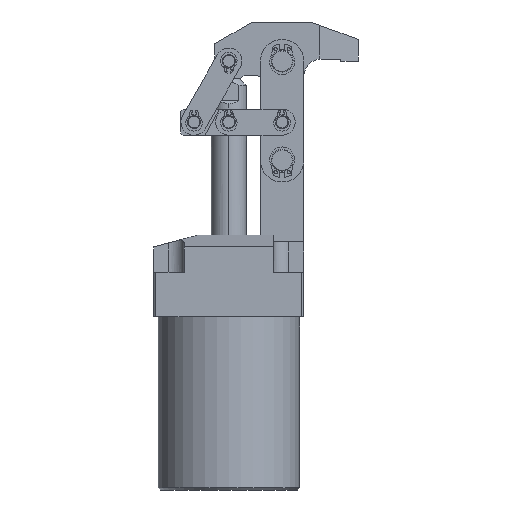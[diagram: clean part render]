
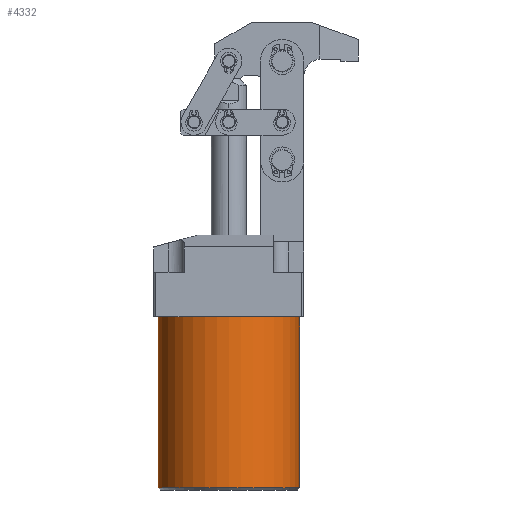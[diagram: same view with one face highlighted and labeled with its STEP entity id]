
A CAD part, front view. The second image highlights one B-rep face of the part: STEP entity #4332.
In plain terms, the highlighted cylindrical face has radius 32.5 mm (diameter 65 mm), a partial arc.
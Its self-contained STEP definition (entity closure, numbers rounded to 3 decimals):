
#218 = CARTESIAN_POINT ( 'NONE',  ( 32.5, 0., -79.5 ) ) ;
#219 = DIRECTION ( 'NONE',  ( 0., 0., 1. ) ) ;
#223 = CARTESIAN_POINT ( 'NONE',  ( -32.5, 0., -79.5 ) ) ;
#224 = DIRECTION ( 'NONE',  ( 0., 0., 1. ) ) ;
#1229 = CARTESIAN_POINT ( 'NONE',  ( -32.5, 0., 0. ) ) ;
#1230 = CARTESIAN_POINT ( 'NONE',  ( 32.5, 0., 0. ) ) ;
#1631 = AXIS2_PLACEMENT_3D ( 'NONE', #3545, #3527, #3526 ) ;
#1884 = ORIENTED_EDGE ( 'NONE', *, *, #8708, .F. ) ;
#1885 = ORIENTED_EDGE ( 'NONE', *, *, #3768, .T. ) ;
#1886 = ORIENTED_EDGE ( 'NONE', *, *, #8710, .T. ) ;
#1887 = ORIENTED_EDGE ( 'NONE', *, *, #3569, .T. ) ;
#2567 = CARTESIAN_POINT ( 'NONE',  ( 0., 0., -78.5 ) ) ;
#2568 = DIRECTION ( 'NONE',  ( 0., 0., 1. ) ) ;
#2569 = DIRECTION ( 'NONE',  ( -1., 0., 0. ) ) ;
#3071 = AXIS2_PLACEMENT_3D ( 'NONE', #8077, #8078, #8079 ) ;
#3133 = AXIS2_PLACEMENT_3D ( 'NONE', #2567, #2568, #2569 ) ;
#3526 = DIRECTION ( 'NONE',  ( 1., 0., 0. ) ) ;
#3527 = DIRECTION ( 'NONE',  ( 0., 0., 1. ) ) ;
#3545 = CARTESIAN_POINT ( 'NONE',  ( 0., 0., -79.5 ) ) ;
#3569 = EDGE_CURVE ( 'NONE', #9922, #9921, #6154, .T. ) ;
#3768 = EDGE_CURVE ( 'NONE', #6795, #6796, #4974, .T. ) ;
#4110 = EDGE_LOOP ( 'NONE', ( #1884, #1885, #1886, #1887 ) ) ;
#4332 = ADVANCED_FACE ( 'NONE', ( #9621 ), #9617, .T. ) ;
#4974 = CIRCLE ( 'NONE', #3133, 32.5 ) ;
#6154 = CIRCLE ( 'NONE', #3071, 32.5 ) ;
#6795 = VERTEX_POINT ( 'NONE', #7211 ) ;
#6796 = VERTEX_POINT ( 'NONE', #7212 ) ;
#7211 = CARTESIAN_POINT ( 'NONE',  ( -32.5, 0., -78.5 ) ) ;
#7212 = CARTESIAN_POINT ( 'NONE',  ( 32.5, 0., -78.5 ) ) ;
#8077 = CARTESIAN_POINT ( 'NONE',  ( 0., 0., 0. ) ) ;
#8078 = DIRECTION ( 'NONE',  ( 0., 0., -1. ) ) ;
#8079 = DIRECTION ( 'NONE',  ( 1., 0., 0. ) ) ;
#8708 = EDGE_CURVE ( 'NONE', #6795, #9921, #12134, .T. ) ;
#8710 = EDGE_CURVE ( 'NONE', #6796, #9922, #12138, .T. ) ;
#9617 = CYLINDRICAL_SURFACE ( 'NONE', #1631, 32.5 ) ;
#9621 = FACE_OUTER_BOUND ( 'NONE', #4110, .T. ) ;
#9921 = VERTEX_POINT ( 'NONE', #1229 ) ;
#9922 = VERTEX_POINT ( 'NONE', #1230 ) ;
#12134 = LINE ( 'NONE', #223, #12137 ) ;
#12137 = VECTOR ( 'NONE', #224, 1000. ) ;
#12138 = LINE ( 'NONE', #218, #12140 ) ;
#12140 = VECTOR ( 'NONE', #219, 1000. ) ;
